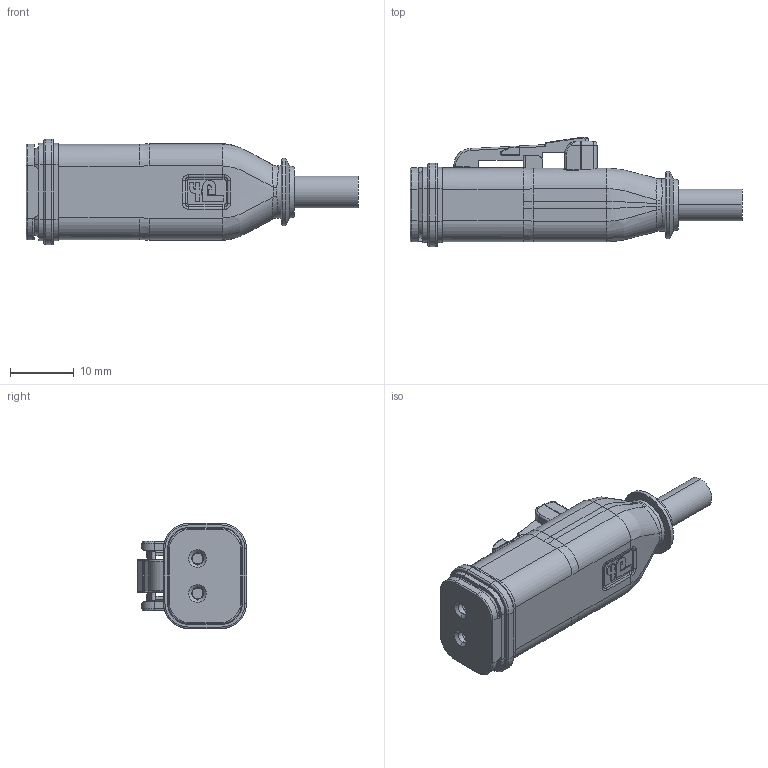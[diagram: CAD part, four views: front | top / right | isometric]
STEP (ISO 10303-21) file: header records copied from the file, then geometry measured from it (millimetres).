
FILE_DESCRIPTION((''),'2;1');
FILE_NAME('CAD-6840_SW0001','2020-03-24T07:18:05',('creinig-se'),(''),'CREO PARAMETRIC BY PTC INC, 2019292','CREO PARAMETRIC BY PTC INC, 2019292','');
FILE_SCHEMA(('CONFIG_CONTROL_DESIGN','SHAPE_APPEARANCE_LAYERS_GROUPS'));
Length unit declared in the file: millimetre
Products named in the file (1): CAD-6840_SW0001
Bounding box: 52 x 17.11 x 16.5 mm (x, y, z)
Volume: 6563.9 mm3; surface area: 3020.4 mm2
Topology: 1 solids, 1 shells, 467 faces, 1212 edges, 750 vertices
Faces by surface type: cylinder 166, plane 160, bspline 66, torus 51, cone 14, sphere 10
Entity records: 22395 total; most frequent: CARTESIAN_POINT 8010, ORIENTED_EDGE 2402, DIRECTION 2195, EDGE_CURVE 1201, AXIS2_PLACEMENT_3D 797, VERTEX_POINT 744, VECTOR 601, LINE 601
